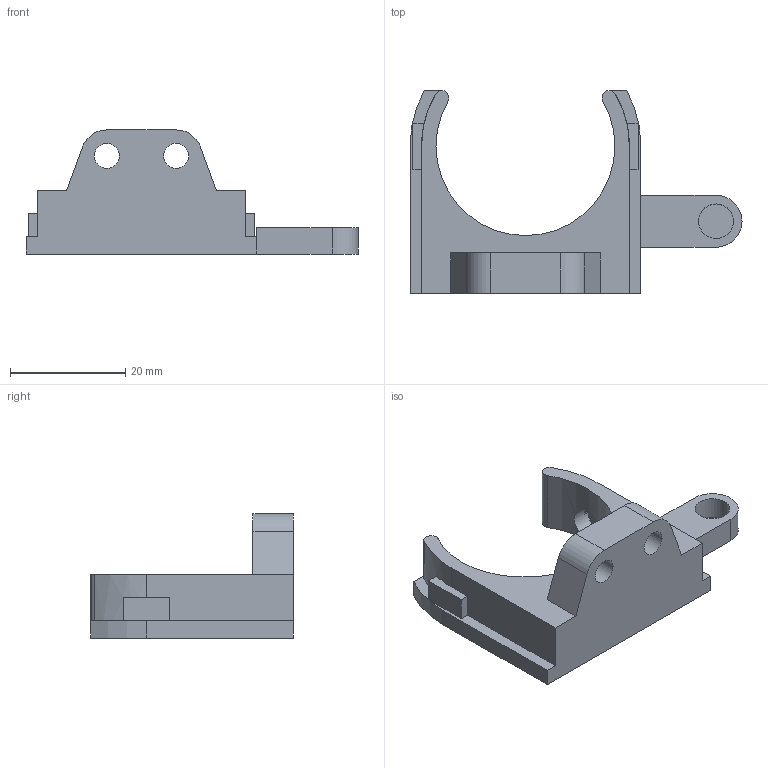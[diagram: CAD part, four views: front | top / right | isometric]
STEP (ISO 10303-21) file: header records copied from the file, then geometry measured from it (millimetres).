
FILE_DESCRIPTION(('FreeCAD Model'),'2;1');
FILE_NAME('Open CASCADE Shape Model','2025-03-06T13:50:16',(''),(''), 'Open CASCADE STEP processor 7.7','FreeCAD','Unknown');
FILE_SCHEMA(('AUTOMOTIVE_DESIGN { 1 0 10303 214 1 1 1 1 }'));
Length unit declared in the file: millimetre
Products named in the file (1): Passive Claw Right
Bounding box: 57.5 x 35.12 x 21.5 mm (x, y, z)
Volume: 8796 mm3; surface area: 4824.4 mm2
Topology: 1 solids, 1 shells, 54 faces, 149 edges, 100 vertices
Faces by surface type: plane 31, cylinder 15, extrusion 8
Full cylindrical faces by diameter (mm): 4.35 x2, 6 x3
Entity records: 2237 total; most frequent: CARTESIAN_POINT 823, ORIENTED_EDGE 298, DIRECTION 269, EDGE_CURVE 149, VECTOR 103, VERTEX_POINT 100, LINE 95, AXIS2_PLACEMENT_3D 83
